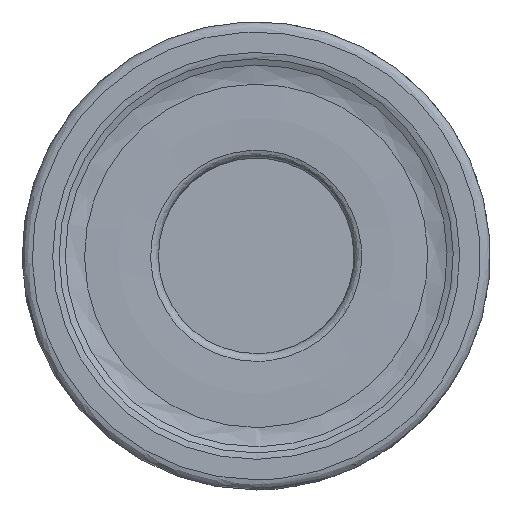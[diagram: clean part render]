
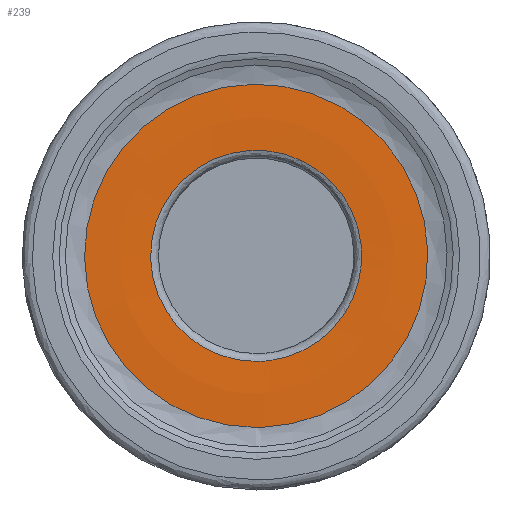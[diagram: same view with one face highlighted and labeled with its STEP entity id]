
A CAD part, left-side view. The second image highlights one B-rep face of the part: STEP entity #239.
In plain terms, the highlighted face is a revolution surface.
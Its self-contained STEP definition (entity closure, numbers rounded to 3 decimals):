
#28=SURFACE_OF_REVOLUTION('',#60,#44);
#44=AXIS1_PLACEMENT('',#785,#660);
#60=B_SPLINE_CURVE_WITH_KNOTS('',3,(#773,#774,#775,#776,#777,#778,#779,
#780,#781,#782,#783,#784),.UNSPECIFIED.,.F.,.F.,(4,2,2,2,2,4),(0.,0.125,
0.25,0.5,0.75,1.),.UNSPECIFIED.);
#239=ADVANCED_FACE('',(#291,#292),#28,.F.);
#291=FACE_BOUND('',#353,.T.);
#292=FACE_BOUND('',#354,.T.);
#353=EDGE_LOOP('',(#415));
#354=EDGE_LOOP('',(#416));
#415=ORIENTED_EDGE('',*,*,#490,.T.);
#416=ORIENTED_EDGE('',*,*,#489,.F.);
#458=VERTEX_POINT('',#765);
#459=VERTEX_POINT('',#772);
#489=EDGE_CURVE('',#458,#458,#520,.T.);
#490=EDGE_CURVE('',#459,#459,#521,.T.);
#520=CIRCLE('',#568,11.748);
#521=CIRCLE('',#569,7.228);
#568=AXIS2_PLACEMENT_3D('',#764,#655,#656);
#569=AXIS2_PLACEMENT_3D('',#771,#658,#659);
#655=DIRECTION('',(1.,0.,0.));
#656=DIRECTION('',(0.,0.,-1.));
#658=DIRECTION('',(1.,0.,0.));
#659=DIRECTION('',(0.,0.,-1.));
#660=DIRECTION('',(1.,0.,0.));
#764=CARTESIAN_POINT('',(0.508,0.,0.));
#765=CARTESIAN_POINT('',(0.508,0.,-11.748));
#771=CARTESIAN_POINT('',(0.522,0.,0.));
#772=CARTESIAN_POINT('',(0.522,0.,-7.228));
#773=CARTESIAN_POINT('',(0.508,-11.734,0.586));
#774=CARTESIAN_POINT('',(0.49,-11.535,0.611));
#775=CARTESIAN_POINT('',(0.474,-11.337,0.636));
#776=CARTESIAN_POINT('',(0.461,-10.943,0.683));
#777=CARTESIAN_POINT('',(0.456,-10.745,0.706));
#778=CARTESIAN_POINT('',(0.451,-10.161,0.774));
#779=CARTESIAN_POINT('',(0.454,-9.776,0.819));
#780=CARTESIAN_POINT('',(0.467,-9.013,0.906));
#781=CARTESIAN_POINT('',(0.481,-8.64,0.948));
#782=CARTESIAN_POINT('',(0.5,-7.886,1.033));
#783=CARTESIAN_POINT('',(0.505,-7.504,1.077));
#784=CARTESIAN_POINT('',(0.522,-7.141,1.118));
#785=CARTESIAN_POINT('',(15.424,0.,0.));
